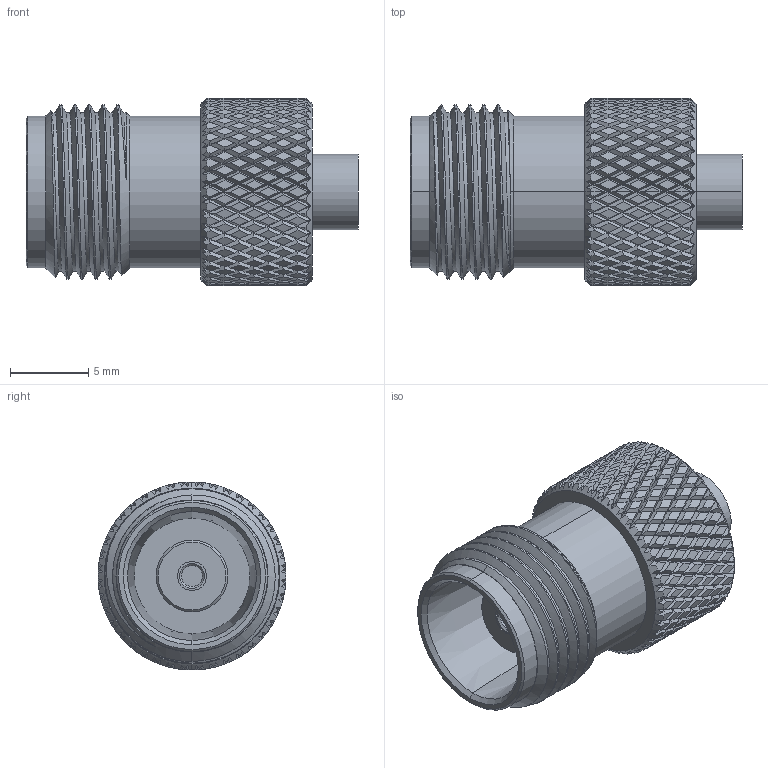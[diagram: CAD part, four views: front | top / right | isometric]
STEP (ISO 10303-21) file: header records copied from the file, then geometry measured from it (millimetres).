
FILE_DESCRIPTION (( 'STEP AP203' ), '1' );
FILE_NAME ('FMCN1878.STEP', '2022-01-20T16:38:44', ( '' ), ( '' ), 'SwSTEP 2.0', 'SolidWorks 2021', '' );
FILE_SCHEMA (( 'CONFIG_CONTROL_DESIGN' ));
Products named in the file (1): FMCN1878
Bounding box: 21.18 x 11.99 x 11.99 mm (x, y, z)
Volume: 1359.5 mm3; surface area: 1444.7 mm2
Topology: 1 solids, 1 shells, 1696 faces, 3627 edges, 1941 vertices
Faces by surface type: bspline 1283, cylinder 356, plane 34, cone 23
Entity records: 61064 total; most frequent: CARTESIAN_POINT 38865, ORIENTED_EDGE 7254, EDGE_CURVE 3627, VERTEX_POINT 1941, EDGE_LOOP 1704, ADVANCED_FACE 1696, FACE_OUTER_BOUND 1696, B_SPLINE_CURVE_WITH_KNOTS 1469
